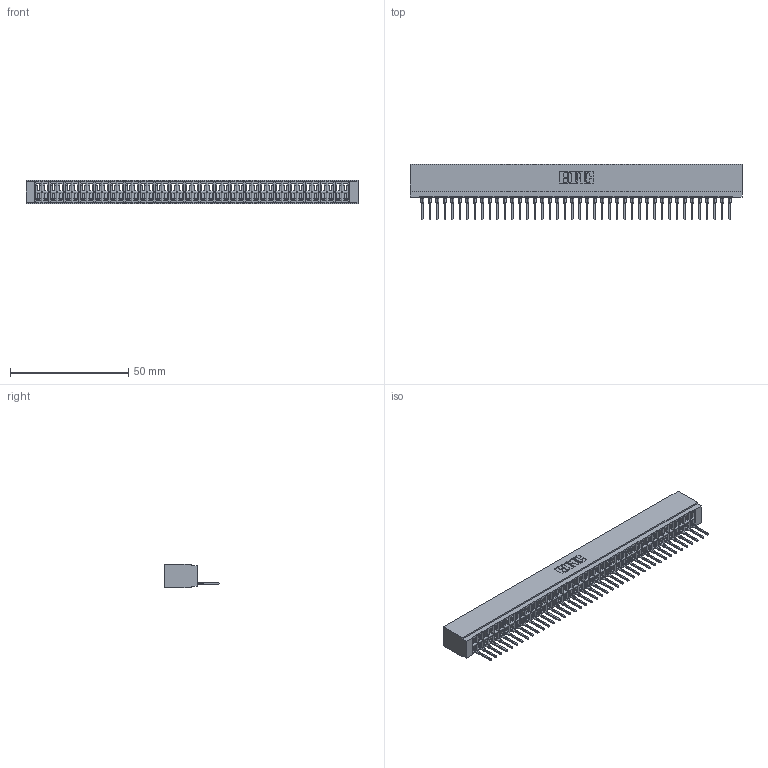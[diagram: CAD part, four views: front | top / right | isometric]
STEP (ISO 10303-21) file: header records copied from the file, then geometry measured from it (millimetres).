
FILE_DESCRIPTION (( 'STEP AP203' ), '1' );
FILE_NAME ('726-042-527-101.STEP', '2020-05-28T06:58:03', ( '' ), ( '' ), 'SwSTEP 2.0', 'SolidWorks 2020', '' );
FILE_SCHEMA (( 'CONFIG_CONTROL_DESIGN' ));
Length unit declared in the file: inch
Products named in the file (3): 726-042-527-101; 746-292-001_527; 726 Part_.515 Slot Depth - 01
Assembly tree (43 placements, depth 2):
  726-042-527-101
    726 Part_.515 Slot Depth - 01
    746-292-001_527  x42
Bounding box: 140.59 x 23.48 x 9.91 mm (x, y, z)
Volume: 12593.3 mm3; surface area: 19458.5 mm2
Topology: 43 solids, 43 shells, 4633 faces, 13157 edges, 8449 vertices
Faces by surface type: plane 2701, cylinder 840, bspline 840, torus 252
Entity records: 63471 total; most frequent: CARTESIAN_POINT 12843, ORIENTED_EDGE 11144, DIRECTION 9220, EDGE_CURVE 5572, LINE 4968, VECTOR 4968, VERTEX_POINT 3693, AXIS2_PLACEMENT_3D 2126
